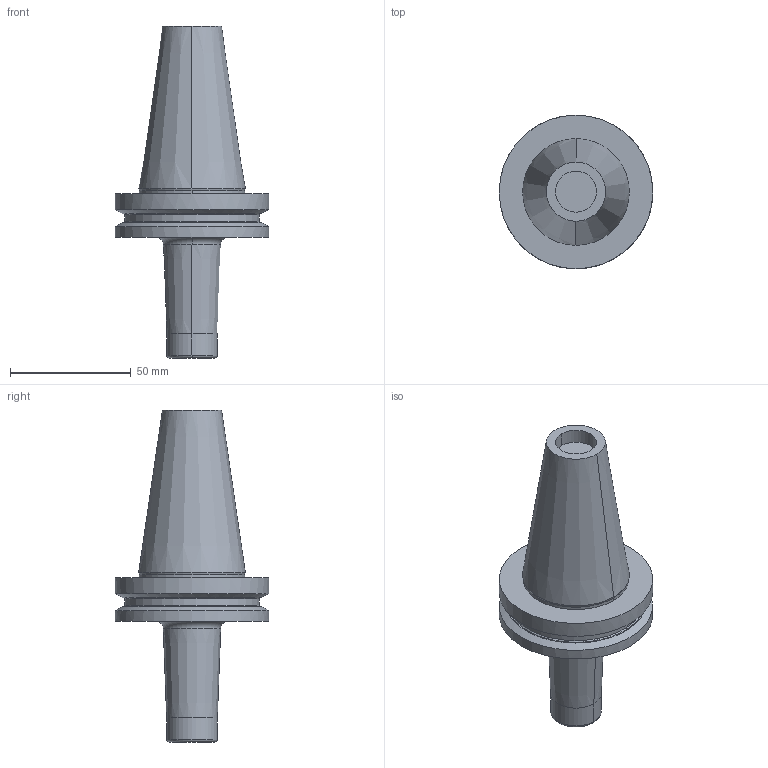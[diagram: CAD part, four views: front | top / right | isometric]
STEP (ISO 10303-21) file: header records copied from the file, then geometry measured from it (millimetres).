
FILE_DESCRIPTION(/* description */ (''),/* implementation_level */ '2;1');
FILE_NAME(/* name */ '204648744ndi000_00.stp',/* time_stamp */ '2023-03-23T14:28:04+01:00',/* author */ (''),/* organization */ (''),/* preprocessor_version */ 'ST-DEVELOPER v16.7',/* originating_system */ 'SIEMENS PLM Software NX 12.0',/* authorisation */ '');
FILE_SCHEMA (('AUTOMOTIVE_DESIGN { 1 0 10303 214 3 1 1 1 }'));
Length unit declared in the file: millimetre
Products named in the file (1): kl6208905BBCyots
Bounding box: 63.55 x 63.55 x 137.4 mm (x, y, z)
Volume: 135293.8 mm3; surface area: 22280.8 mm2
Topology: 1 solids, 1 shells, 36 faces, 73 edges, 46 vertices
Faces by surface type: cylinder 13, plane 9, cone 8, torus 6
Full cylindrical faces by diameter (mm): 55.85 x1, 63.55 x2
Entity records: 931 total; most frequent: DIRECTION 184, CARTESIAN_POINT 140, ORIENTED_EDGE 120, AXIS2_PLACEMENT_3D 84, EDGE_CURVE 60, EDGE_LOOP 50, CIRCLE 44, VERTEX_POINT 40
